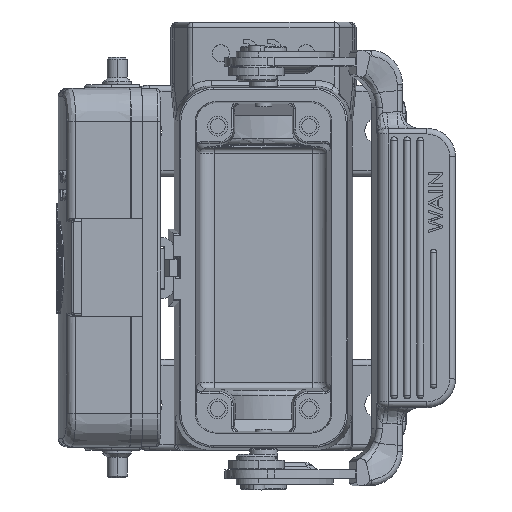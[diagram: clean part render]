
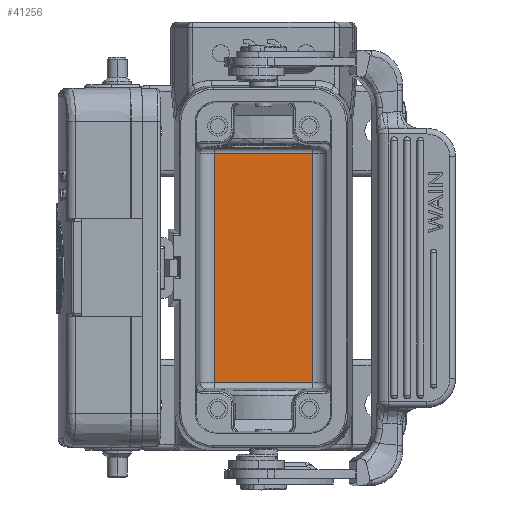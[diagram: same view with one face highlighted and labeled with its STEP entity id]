
A CAD part, top view. The second image highlights one B-rep face of the part: STEP entity #41256.
In plain terms, the highlighted planar face has unit normal (0, 0, 1).
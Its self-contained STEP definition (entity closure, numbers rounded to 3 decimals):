
#10937=CARTESIAN_POINT('',(16.345,59.04,
-65.522));
#10939=DIRECTION('',(0.,-1.,0.));
#10940=VECTOR('',#10939,40.18);
#10941=CARTESIAN_POINT('',(16.345,59.04,
-65.522));
#10942=LINE('',#10941,#10940);
#10955=DIRECTION('',(-1.,0.,0.));
#10956=VECTOR('',#10955,17.311);
#10957=CARTESIAN_POINT('',(33.656,59.043,
-65.522));
#10958=LINE('',#10957,#10956);
#11745=DIRECTION('',(0.,1.,0.));
#11746=VECTOR('',#11745,40.183);
#11747=CARTESIAN_POINT('',(33.656,18.86,
-65.522));
#11748=LINE('',#11747,#11746);
#11762=DIRECTION('',(1.,0.,0.));
#11763=VECTOR('',#11762,17.311);
#11764=CARTESIAN_POINT('',(16.345,18.86,
-65.522));
#11765=LINE('',#11764,#11763);
#24093=VERTEX_POINT('',#10937);
#24094=CARTESIAN_POINT('',(16.345,18.86,
-65.522));
#24095=VERTEX_POINT('',#24094);
#24097=CARTESIAN_POINT('',(33.656,59.043,
-65.522));
#24098=VERTEX_POINT('',#24097);
#24099=CARTESIAN_POINT('',(33.656,18.86,
-65.522));
#24100=VERTEX_POINT('',#24099);
#41242=CARTESIAN_POINT('',(25.001,38.952,
-65.522));
#41243=DIRECTION('',(0.,0.,1.));
#41244=DIRECTION('',(1.,0.,0.));
#41245=AXIS2_PLACEMENT_3D('',#41242,#41243,#41244);
#41246=PLANE('',#41245);
#41247=ORIENTED_EDGE('',*,*,#41233,.F.);
#41249=ORIENTED_EDGE('',*,*,#41248,.F.);
#41251=ORIENTED_EDGE('',*,*,#41250,.F.);
#41253=ORIENTED_EDGE('',*,*,#41252,.F.);
#41254=EDGE_LOOP('',(#41247,#41249,#41251,#41253));
#41255=FACE_OUTER_BOUND('',#41254,.F.);
#41256=ADVANCED_FACE('',(#41255),#41246,.T.);
#41233=EDGE_CURVE('',#24093,#24095,#10942,.T.);
#41248=EDGE_CURVE('',#24098,#24093,#10958,.T.);
#41250=EDGE_CURVE('',#24100,#24098,#11748,.T.);
#41252=EDGE_CURVE('',#24095,#24100,#11765,.T.);
